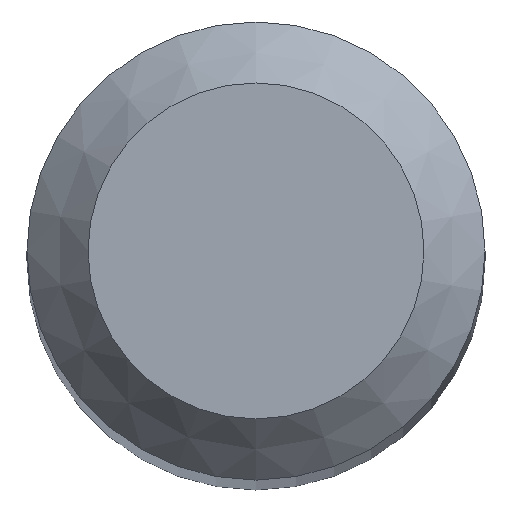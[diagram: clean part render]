
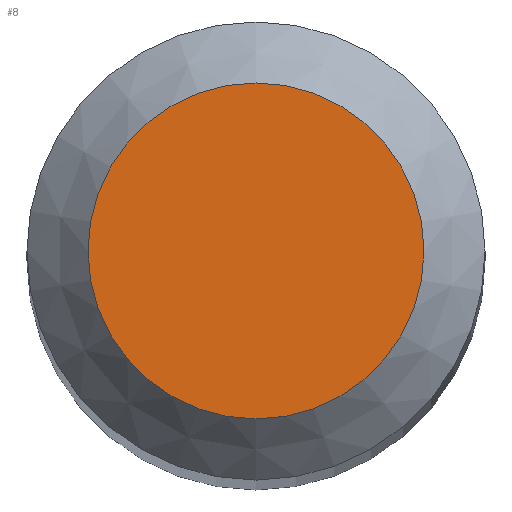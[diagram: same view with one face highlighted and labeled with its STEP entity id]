
A CAD part, top view. The second image highlights one B-rep face of the part: STEP entity #8.
In plain terms, the highlighted planar face has unit normal (0, 0, 1).
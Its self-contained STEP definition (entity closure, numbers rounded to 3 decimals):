
#8 = ADVANCED_FACE ( 'NONE', ( #106 ), #119, .F. ) ;
#9 = AXIS2_PLACEMENT_3D ( 'NONE', #189, #52, #126 ) ;
#17 = CARTESIAN_POINT ( 'NONE',  ( 0., 0., 30. ) ) ;
#24 = CARTESIAN_POINT ( 'NONE',  ( 0., 0.55, 30. ) ) ;
#34 = ORIENTED_EDGE ( 'NONE', *, *, #131, .F. ) ;
#39 = DIRECTION ( 'NONE',  ( 0., 0., -1. ) ) ;
#52 = DIRECTION ( 'NONE',  ( 0., 0., -1. ) ) ;
#72 = DIRECTION ( 'NONE',  ( 0., 1., 0. ) ) ;
#106 = FACE_OUTER_BOUND ( 'NONE', #157, .T. ) ;
#116 = CIRCLE ( 'NONE', #148, 0.55 ) ;
#119 = PLANE ( 'NONE',  #9 ) ;
#126 = DIRECTION ( 'NONE',  ( 0., 1., 0. ) ) ;
#131 = EDGE_CURVE ( 'NONE', #145, #145, #116, .T. ) ;
#145 = VERTEX_POINT ( 'NONE', #24 ) ;
#148 = AXIS2_PLACEMENT_3D ( 'NONE', #17, #39, #72 ) ;
#157 = EDGE_LOOP ( 'NONE', ( #34 ) ) ;
#189 = CARTESIAN_POINT ( 'NONE',  ( 0., 0., 30. ) ) ;
